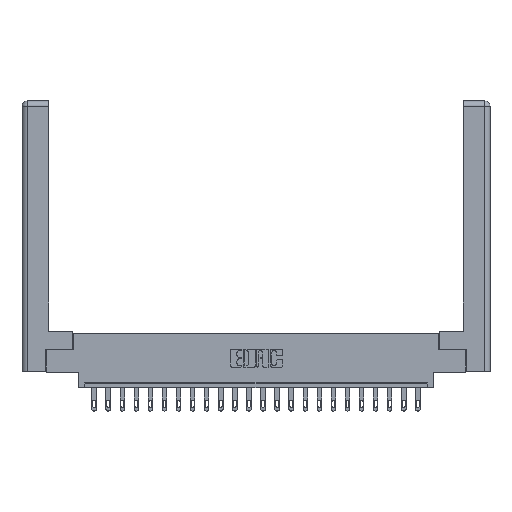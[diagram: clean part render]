
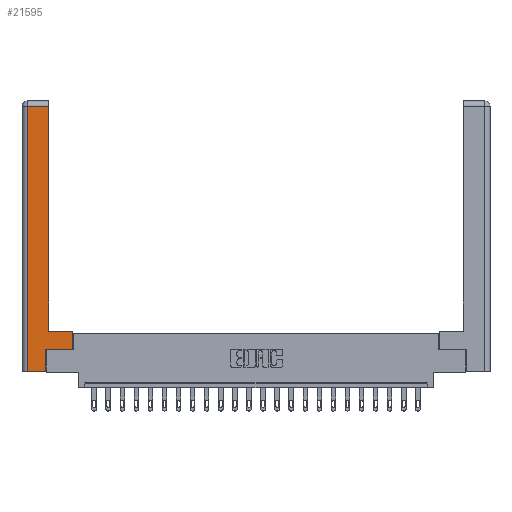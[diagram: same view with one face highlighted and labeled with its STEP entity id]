
A CAD part, top view. The second image highlights one B-rep face of the part: STEP entity #21595.
In plain terms, the highlighted planar face has unit normal (0, 0, 1).
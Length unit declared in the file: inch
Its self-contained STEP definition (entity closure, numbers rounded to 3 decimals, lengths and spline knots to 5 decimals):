
#282 = VERTEX_POINT ( 'NONE', #19144 ) ;
#1131 = EDGE_CURVE ( 'NONE', #18445, #282, #8324, .T. ) ;
#1176 = LINE ( 'NONE', #22599, #17494 ) ;
#1355 = LINE ( 'NONE', #16922, #17948 ) ;
#1407 = CARTESIAN_POINT ( 'NONE',  ( 0.295, 0.45, 0. ) ) ;
#1791 = CARTESIAN_POINT ( 'NONE',  ( 0., 0., 0. ) ) ;
#1987 = EDGE_CURVE ( 'NONE', #17111, #4866, #1176, .T. ) ;
#2121 = VECTOR ( 'NONE', #19736, 39.37008 ) ;
#2378 = LINE ( 'NONE', #17865, #2121 ) ;
#2616 = CARTESIAN_POINT ( 'NONE',  ( 0.0615, 2.94, 0. ) ) ;
#2683 = VECTOR ( 'NONE', #22835, 39.37008 ) ;
#3365 = VERTEX_POINT ( 'NONE', #15672 ) ;
#3451 = LINE ( 'NONE', #22174, #11218 ) ;
#3584 = VECTOR ( 'NONE', #16541, 39.37008 ) ;
#3966 = CARTESIAN_POINT ( 'NONE',  ( 0.265, 0., 0. ) ) ;
#4489 = ORIENTED_EDGE ( 'NONE', *, *, #15005, .T. ) ;
#4633 = DIRECTION ( 'NONE',  ( -1., 0., 0. ) ) ;
#4732 = VECTOR ( 'NONE', #4633, 39.37008 ) ;
#4866 = VERTEX_POINT ( 'NONE', #7188 ) ;
#5675 = ORIENTED_EDGE ( 'NONE', *, *, #20188, .T. ) ;
#6564 = EDGE_CURVE ( 'NONE', #14990, #19931, #14010, .T. ) ;
#6726 = CARTESIAN_POINT ( 'NONE',  ( 0.265, 0.245, 0. ) ) ;
#7188 = CARTESIAN_POINT ( 'NONE',  ( 0.565, 0.245, 0. ) ) ;
#7432 = LINE ( 'NONE', #6726, #2683 ) ;
#8324 = LINE ( 'NONE', #21939, #3584 ) ;
#8969 = ORIENTED_EDGE ( 'NONE', *, *, #1131, .T. ) ;
#9024 = ORIENTED_EDGE ( 'NONE', *, *, #19159, .T. ) ;
#9759 = DIRECTION ( 'NONE',  ( 1., 0., 0. ) ) ;
#9900 = EDGE_CURVE ( 'NONE', #282, #14990, #13330, .T. ) ;
#10401 = CARTESIAN_POINT ( 'NONE',  ( 0.0615, 0., 0. ) ) ;
#10557 = PLANE ( 'NONE',  #13828 ) ;
#10574 = FACE_OUTER_BOUND ( 'NONE', #16701, .T. ) ;
#10638 = DIRECTION ( 'NONE',  ( -1., 0., 0. ) ) ;
#10728 = CARTESIAN_POINT ( 'NONE',  ( 0.265, 0.245, 0. ) ) ;
#11218 = VECTOR ( 'NONE', #16853, 39.37008 ) ;
#12001 = VERTEX_POINT ( 'NONE', #3966 ) ;
#13330 = LINE ( 'NONE', #2616, #4732 ) ;
#13828 = AXIS2_PLACEMENT_3D ( 'NONE', #1791, #19507, #10638 ) ;
#14010 = LINE ( 'NONE', #10401, #16469 ) ;
#14355 = EDGE_CURVE ( 'NONE', #12001, #17111, #7432, .T. ) ;
#14990 = VERTEX_POINT ( 'NONE', #18012 ) ;
#15005 = EDGE_CURVE ( 'NONE', #3365, #18445, #2378, .T. ) ;
#15064 = ORIENTED_EDGE ( 'NONE', *, *, #6564, .T. ) ;
#15672 = CARTESIAN_POINT ( 'NONE',  ( 0.565, 0.45, 0. ) ) ;
#16469 = VECTOR ( 'NONE', #22732, 39.37008 ) ;
#16541 = DIRECTION ( 'NONE',  ( 0., 1., 0. ) ) ;
#16701 = EDGE_LOOP ( 'NONE', ( #8969, #17647, #15064, #9024, #18304, #20999, #5675, #4489 ) ) ;
#16853 = DIRECTION ( 'NONE',  ( 0., 1., 0. ) ) ;
#16922 = CARTESIAN_POINT ( 'NONE',  ( 0.265, 0., 0. ) ) ;
#17111 = VERTEX_POINT ( 'NONE', #10728 ) ;
#17494 = VECTOR ( 'NONE', #19078, 39.37008 ) ;
#17647 = ORIENTED_EDGE ( 'NONE', *, *, #9900, .T. ) ;
#17865 = CARTESIAN_POINT ( 'NONE',  ( 0.295, 0.45, 0. ) ) ;
#17948 = VECTOR ( 'NONE', #9759, 39.37008 ) ;
#18012 = CARTESIAN_POINT ( 'NONE',  ( 0.0615, 2.94, 0. ) ) ;
#18304 = ORIENTED_EDGE ( 'NONE', *, *, #14355, .T. ) ;
#18445 = VERTEX_POINT ( 'NONE', #1407 ) ;
#19078 = DIRECTION ( 'NONE',  ( 1., 0., 0. ) ) ;
#19144 = CARTESIAN_POINT ( 'NONE',  ( 0.295, 2.94, 0. ) ) ;
#19159 = EDGE_CURVE ( 'NONE', #19931, #12001, #1355, .T. ) ;
#19507 = DIRECTION ( 'NONE',  ( 0., 0., -1. ) ) ;
#19736 = DIRECTION ( 'NONE',  ( -1., 0., 0. ) ) ;
#19931 = VERTEX_POINT ( 'NONE', #21500 ) ;
#20188 = EDGE_CURVE ( 'NONE', #4866, #3365, #3451, .T. ) ;
#20999 = ORIENTED_EDGE ( 'NONE', *, *, #1987, .T. ) ;
#21500 = CARTESIAN_POINT ( 'NONE',  ( 0.0615, 0., 0. ) ) ;
#21595 = ADVANCED_FACE ( 'NONE', ( #10574 ), #10557, .F. ) ;
#21939 = CARTESIAN_POINT ( 'NONE',  ( 0.295, 3., 0. ) ) ;
#22174 = CARTESIAN_POINT ( 'NONE',  ( 0.565, 0.45, 0. ) ) ;
#22599 = CARTESIAN_POINT ( 'NONE',  ( 0.565, 0.245, 0. ) ) ;
#22732 = DIRECTION ( 'NONE',  ( 0., -1., 0. ) ) ;
#22835 = DIRECTION ( 'NONE',  ( 0., 1., 0. ) ) ;
